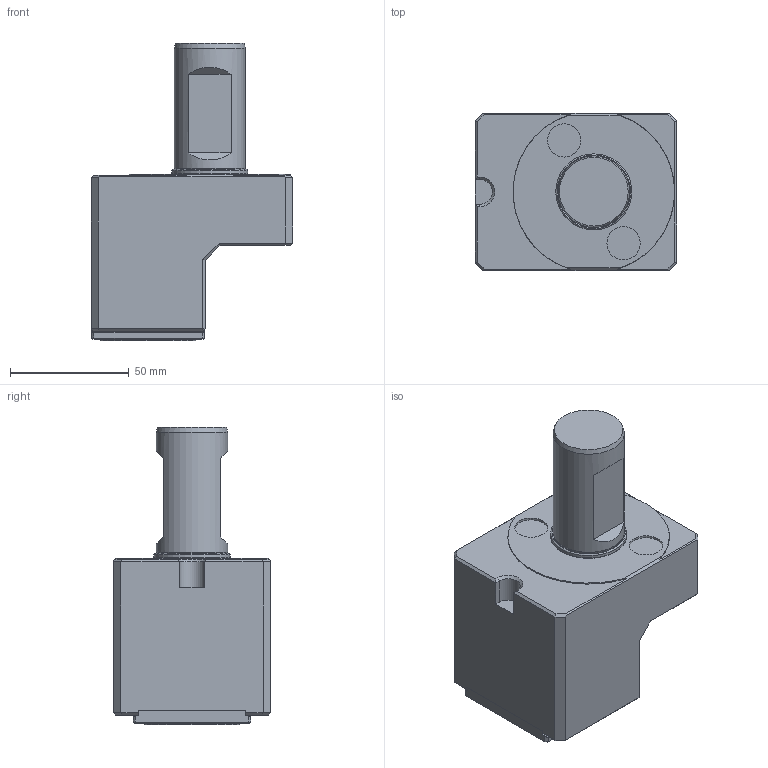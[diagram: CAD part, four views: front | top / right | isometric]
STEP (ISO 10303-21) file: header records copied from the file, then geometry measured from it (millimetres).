
FILE_DESCRIPTION(/* description */ (''),/* implementation_level */ '2;1');
FILE_NAME(/* name */ '1617969044089.stp',/* time_stamp */ '2021-04-09T13:50:49+02:00',/* author */ (''),/* organization */ ('SMS'),/* preprocessor_version */ 'ST-DEVELOPER v16.7',/* originating_system */ 'SIEMENS PLM Software NX 12.0',/* authorisation */ '');
FILE_SCHEMA (('AUTOMOTIVE_DESIGN { 1 0 10303 214 3 1 1 1 }'));
Length unit declared in the file: millimetre
Products named in the file (1): 203469624mod000_00
Bounding box: 85 x 66 x 125 mm (x, y, z)
Volume: 311585.4 mm3; surface area: 36508.9 mm2
Topology: 1 solids, 1 shells, 126 faces, 318 edges, 202 vertices
Faces by surface type: plane 101, cylinder 12, torus 7, bspline 3, cone 3
Full cylindrical faces by diameter (mm): 2.5 x1, 14 x2, 29.1 x1, 29.8 x1, 30 x1, 32 x1
Entity records: 3905 total; most frequent: CARTESIAN_POINT 944, ORIENTED_EDGE 588, DIRECTION 572, EDGE_CURVE 294, LINE 236, VECTOR 236, VERTEX_POINT 193, AXIS2_PLACEMENT_3D 168
